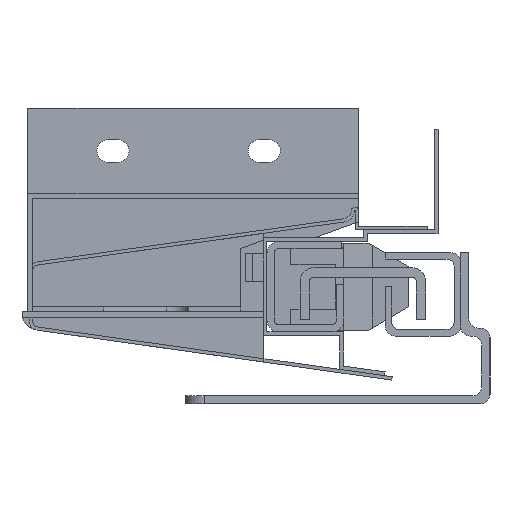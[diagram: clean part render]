
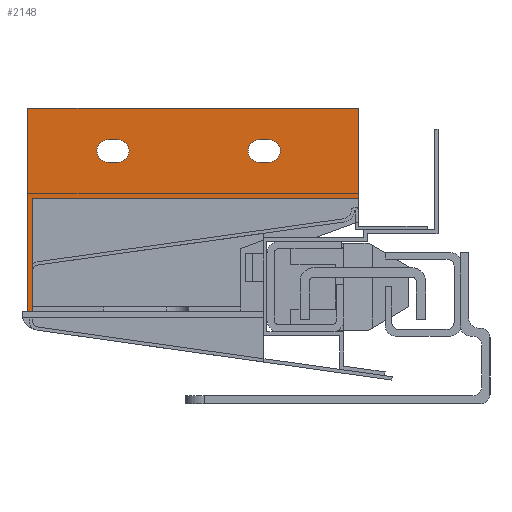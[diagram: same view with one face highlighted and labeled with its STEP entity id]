
A CAD part, left-side view. The second image highlights one B-rep face of the part: STEP entity #2148.
In plain terms, the highlighted face is planar.
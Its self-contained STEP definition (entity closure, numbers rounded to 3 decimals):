
#19 = EDGE_CURVE ( 'NONE', #2761, #7792, #1922, .T. ) ;
#33 = ORIENTED_EDGE ( 'NONE', *, *, #1802, .F. ) ;
#53 = VECTOR ( 'NONE', #4497, 1000. ) ;
#121 = ORIENTED_EDGE ( 'NONE', *, *, #3660, .T. ) ;
#230 = FACE_BOUND ( 'NONE', #634, .T. ) ;
#330 = CARTESIAN_POINT ( 'NONE',  ( 9., -51., 0. ) ) ;
#373 = VECTOR ( 'NONE', #9942, 1000. ) ;
#523 = CARTESIAN_POINT ( 'NONE',  ( 6.6, -19., 0. ) ) ;
#541 = DIRECTION ( 'NONE',  ( 0., 0., 1. ) ) ;
#569 = VECTOR ( 'NONE', #9491, 1000. ) ;
#604 = VERTEX_POINT ( 'NONE', #2684 ) ;
#634 = EDGE_LOOP ( 'NONE', ( #121, #4934, #2654, #3933 ) ) ;
#676 = DIRECTION ( 'NONE',  ( 1., 0., 0. ) ) ;
#686 = AXIS2_PLACEMENT_3D ( 'NONE', #4245, #1159, #5861 ) ;
#715 = EDGE_CURVE ( 'NONE', #6752, #6948, #2922, .T. ) ;
#864 = LINE ( 'NONE', #1694, #7694 ) ;
#896 = CIRCLE ( 'NONE', #6745, 2.4 ) ;
#930 = VERTEX_POINT ( 'NONE', #2552 ) ;
#957 = EDGE_CURVE ( 'NONE', #1545, #2416, #4182, .T. ) ;
#1135 = CIRCLE ( 'NONE', #6971, 2.4 ) ;
#1159 = DIRECTION ( 'NONE',  ( 0., 0., 1. ) ) ;
#1184 = EDGE_CURVE ( 'NONE', #2416, #6451, #7769, .T. ) ;
#1314 = CARTESIAN_POINT ( 'NONE',  ( 9., -49., 0. ) ) ;
#1350 = VECTOR ( 'NONE', #5963, 1000. ) ;
#1365 = VECTOR ( 'NONE', #2608, 1000. ) ;
#1441 = VERTEX_POINT ( 'NONE', #5913 ) ;
#1545 = VERTEX_POINT ( 'NONE', #5804 ) ;
#1611 = VECTOR ( 'NONE', #7502, 1000. ) ;
#1619 = EDGE_CURVE ( 'NONE', #1441, #930, #864, .T. ) ;
#1694 = CARTESIAN_POINT ( 'NONE',  ( 0., 0., 0. ) ) ;
#1778 = ORIENTED_EDGE ( 'NONE', *, *, #9999, .T. ) ;
#1802 = EDGE_CURVE ( 'NONE', #8149, #604, #4308, .T. ) ;
#1887 = DIRECTION ( 'NONE',  ( 1., 0., 0. ) ) ;
#1922 = CIRCLE ( 'NONE', #5748, 2.4 ) ;
#2099 = CARTESIAN_POINT ( 'NONE',  ( 42., -1., 0. ) ) ;
#2127 = EDGE_CURVE ( 'NONE', #6451, #10273, #5916, .T. ) ;
#2148 = ADVANCED_FACE ( 'NONE', ( #9012, #230, #9847 ), #9169, .F. ) ;
#2189 = CARTESIAN_POINT ( 'NONE',  ( 6.6, -49., 0. ) ) ;
#2325 = DIRECTION ( 'NONE',  ( 1., 0., 0. ) ) ;
#2416 = VERTEX_POINT ( 'NONE', #3840 ) ;
#2474 = DIRECTION ( 'NONE',  ( 0., -1., 0. ) ) ;
#2552 = CARTESIAN_POINT ( 'NONE',  ( 0., -70., 0. ) ) ;
#2608 = DIRECTION ( 'NONE',  ( 0., 1., 0. ) ) ;
#2654 = ORIENTED_EDGE ( 'NONE', *, *, #8220, .T. ) ;
#2684 = CARTESIAN_POINT ( 'NONE',  ( 19., -1., 0. ) ) ;
#2761 = VERTEX_POINT ( 'NONE', #8495 ) ;
#2922 = LINE ( 'NONE', #5236, #53 ) ;
#3141 = DIRECTION ( 'NONE',  ( 0., -1., 0. ) ) ;
#3217 = DIRECTION ( 'NONE',  ( 0., 0., 1. ) ) ;
#3350 = CARTESIAN_POINT ( 'NONE',  ( 43., -1., 0. ) ) ;
#3660 = EDGE_CURVE ( 'NONE', #7792, #8910, #4391, .T. ) ;
#3716 = DIRECTION ( 'NONE',  ( 1., 0., 0. ) ) ;
#3827 = VECTOR ( 'NONE', #10062, 1000. ) ;
#3840 = CARTESIAN_POINT ( 'NONE',  ( 11.4, -17., 0. ) ) ;
#3933 = ORIENTED_EDGE ( 'NONE', *, *, #19, .T. ) ;
#4055 = ORIENTED_EDGE ( 'NONE', *, *, #1184, .T. ) ;
#4171 = VECTOR ( 'NONE', #3141, 1000. ) ;
#4182 = LINE ( 'NONE', #5739, #1365 ) ;
#4241 = DIRECTION ( 'NONE',  ( 0., 0., 1. ) ) ;
#4245 = CARTESIAN_POINT ( 'NONE',  ( 0., 0., 0. ) ) ;
#4308 = LINE ( 'NONE', #6819, #1611 ) ;
#4391 = LINE ( 'NONE', #7581, #373 ) ;
#4399 = CARTESIAN_POINT ( 'NONE',  ( 43., 0., 0. ) ) ;
#4497 = DIRECTION ( 'NONE',  ( 0., 1., 0. ) ) ;
#4760 = LINE ( 'NONE', #7011, #4171 ) ;
#4767 = AXIS2_PLACEMENT_3D ( 'NONE', #4779, #3217, #2325 ) ;
#4779 = CARTESIAN_POINT ( 'NONE',  ( 9., -17., 0. ) ) ;
#4908 = ORIENTED_EDGE ( 'NONE', *, *, #2127, .T. ) ;
#4934 = ORIENTED_EDGE ( 'NONE', *, *, #5001, .T. ) ;
#5001 = EDGE_CURVE ( 'NONE', #8910, #9919, #1135, .T. ) ;
#5236 = CARTESIAN_POINT ( 'NONE',  ( 43., 0., 0. ) ) ;
#5308 = CARTESIAN_POINT ( 'NONE',  ( 11.4, -51., 0. ) ) ;
#5313 = EDGE_LOOP ( 'NONE', ( #9190, #4055, #4908, #1778 ) ) ;
#5371 = DIRECTION ( 'NONE',  ( -1., 0., 0. ) ) ;
#5558 = CARTESIAN_POINT ( 'NONE',  ( 0., -70., 0. ) ) ;
#5570 = EDGE_LOOP ( 'NONE', ( #7005, #6179, #33, #8087, #9717, #8163 ) ) ;
#5739 = CARTESIAN_POINT ( 'NONE',  ( 11.4, -17., 0. ) ) ;
#5748 = AXIS2_PLACEMENT_3D ( 'NONE', #330, #4241, #1887 ) ;
#5804 = CARTESIAN_POINT ( 'NONE',  ( 11.4, -19., 0. ) ) ;
#5825 = VECTOR ( 'NONE', #5371, 1000. ) ;
#5861 = DIRECTION ( 'NONE',  ( 1., 0., 0. ) ) ;
#5913 = CARTESIAN_POINT ( 'NONE',  ( 0., 0., 0. ) ) ;
#5916 = LINE ( 'NONE', #8280, #1350 ) ;
#5963 = DIRECTION ( 'NONE',  ( 0., -1., 0. ) ) ;
#6070 = LINE ( 'NONE', #2099, #3827 ) ;
#6179 = ORIENTED_EDGE ( 'NONE', *, *, #8062, .F. ) ;
#6451 = VERTEX_POINT ( 'NONE', #9923 ) ;
#6745 = AXIS2_PLACEMENT_3D ( 'NONE', #9461, #7834, #676 ) ;
#6752 = VERTEX_POINT ( 'NONE', #3350 ) ;
#6819 = CARTESIAN_POINT ( 'NONE',  ( 19., -1., 0. ) ) ;
#6881 = CARTESIAN_POINT ( 'NONE',  ( 11.4, -49., 0. ) ) ;
#6948 = VERTEX_POINT ( 'NONE', #4399 ) ;
#6971 = AXIS2_PLACEMENT_3D ( 'NONE', #1314, #541, #3716 ) ;
#7005 = ORIENTED_EDGE ( 'NONE', *, *, #715, .F. ) ;
#7011 = CARTESIAN_POINT ( 'NONE',  ( 6.6, -49., 0. ) ) ;
#7371 = EDGE_CURVE ( 'NONE', #6948, #1441, #8507, .T. ) ;
#7502 = DIRECTION ( 'NONE',  ( 0., 1., 0. ) ) ;
#7581 = CARTESIAN_POINT ( 'NONE',  ( 11.4, -49., 0. ) ) ;
#7694 = VECTOR ( 'NONE', #2474, 1000. ) ;
#7769 = CIRCLE ( 'NONE', #4767, 2.4 ) ;
#7792 = VERTEX_POINT ( 'NONE', #5308 ) ;
#7834 = DIRECTION ( 'NONE',  ( 0., 0., 1. ) ) ;
#8062 = EDGE_CURVE ( 'NONE', #604, #6752, #6070, .T. ) ;
#8087 = ORIENTED_EDGE ( 'NONE', *, *, #9196, .F. ) ;
#8149 = VERTEX_POINT ( 'NONE', #9277 ) ;
#8163 = ORIENTED_EDGE ( 'NONE', *, *, #7371, .F. ) ;
#8220 = EDGE_CURVE ( 'NONE', #9919, #2761, #4760, .T. ) ;
#8280 = CARTESIAN_POINT ( 'NONE',  ( 6.6, -17., 0. ) ) ;
#8459 = CARTESIAN_POINT ( 'NONE',  ( 0., 0., 0. ) ) ;
#8495 = CARTESIAN_POINT ( 'NONE',  ( 6.6, -51., 0. ) ) ;
#8507 = LINE ( 'NONE', #8459, #5825 ) ;
#8910 = VERTEX_POINT ( 'NONE', #6881 ) ;
#9012 = FACE_BOUND ( 'NONE', #5313, .T. ) ;
#9169 = PLANE ( 'NONE',  #686 ) ;
#9190 = ORIENTED_EDGE ( 'NONE', *, *, #957, .T. ) ;
#9196 = EDGE_CURVE ( 'NONE', #930, #8149, #9592, .T. ) ;
#9277 = CARTESIAN_POINT ( 'NONE',  ( 19., -70., 0. ) ) ;
#9461 = CARTESIAN_POINT ( 'NONE',  ( 9., -19., 0. ) ) ;
#9491 = DIRECTION ( 'NONE',  ( 1., 0., 0. ) ) ;
#9592 = LINE ( 'NONE', #5558, #569 ) ;
#9717 = ORIENTED_EDGE ( 'NONE', *, *, #1619, .F. ) ;
#9847 = FACE_OUTER_BOUND ( 'NONE', #5570, .T. ) ;
#9919 = VERTEX_POINT ( 'NONE', #2189 ) ;
#9923 = CARTESIAN_POINT ( 'NONE',  ( 6.6, -17., 0. ) ) ;
#9942 = DIRECTION ( 'NONE',  ( 0., 1., 0. ) ) ;
#9999 = EDGE_CURVE ( 'NONE', #10273, #1545, #896, .T. ) ;
#10062 = DIRECTION ( 'NONE',  ( 1., 0., 0. ) ) ;
#10273 = VERTEX_POINT ( 'NONE', #523 ) ;
